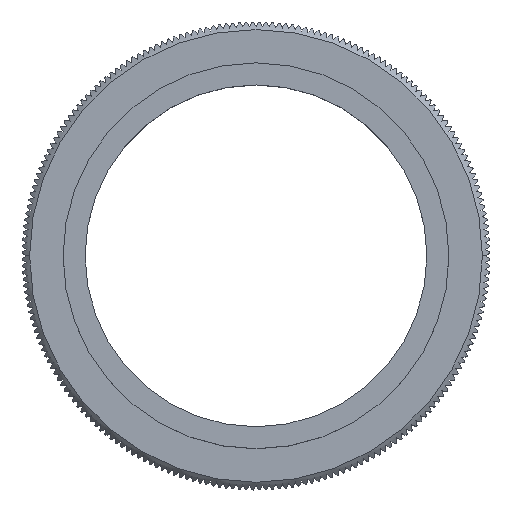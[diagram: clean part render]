
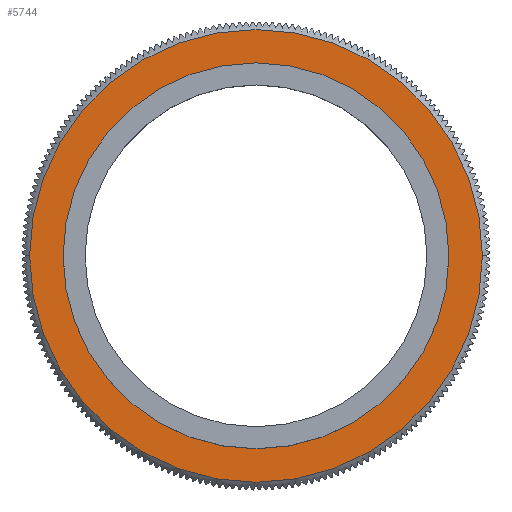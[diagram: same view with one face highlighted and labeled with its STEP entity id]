
A CAD part, top view. The second image highlights one B-rep face of the part: STEP entity #5744.
In plain terms, the highlighted planar face has unit normal (0, 0, 1).
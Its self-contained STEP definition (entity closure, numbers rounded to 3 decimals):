
#534 = FACE_OUTER_BOUND ( 'NONE', #7938, .T. ) ;
#625 = ORIENTED_EDGE ( 'NONE', *, *, #8773, .T. ) ;
#676 = CARTESIAN_POINT ( 'NONE',  ( 0., 0., 5. ) ) ;
#1198 = CIRCLE ( 'NONE', #2768, 14.9 ) ;
#1866 = VERTEX_POINT ( 'NONE', #23399 ) ;
#1934 = PLANE ( 'NONE',  #8511 ) ;
#2567 = DIRECTION ( 'NONE',  ( -1., 0., 0. ) ) ;
#2768 = AXIS2_PLACEMENT_3D ( 'NONE', #18752, #7341, #20630 ) ;
#2821 = CARTESIAN_POINT ( 'NONE',  ( 14.9, 0., 5. ) ) ;
#3858 = DIRECTION ( 'NONE',  ( 1., 0., 0. ) ) ;
#4214 = AXIS2_PLACEMENT_3D ( 'NONE', #5867, #19173, #7780 ) ;
#4930 = VERTEX_POINT ( 'NONE', #7470 ) ;
#5456 = CARTESIAN_POINT ( 'NONE',  ( -12.23, 0., 5. ) ) ;
#5744 = ADVANCED_FACE ( 'NONE', ( #534, #10598 ), #1934, .T. ) ;
#5867 = CARTESIAN_POINT ( 'NONE',  ( 0., 0., 5. ) ) ;
#6657 = ORIENTED_EDGE ( 'NONE', *, *, #17401, .T. ) ;
#7255 = CIRCLE ( 'NONE', #4214, 12.23 ) ;
#7341 = DIRECTION ( 'NONE',  ( 0., 0., 1. ) ) ;
#7470 = CARTESIAN_POINT ( 'NONE',  ( -14.9, 0., 5. ) ) ;
#7780 = DIRECTION ( 'NONE',  ( -1., 0., 0. ) ) ;
#7938 = EDGE_LOOP ( 'NONE', ( #16593, #20184 ) ) ;
#8015 = VERTEX_POINT ( 'NONE', #2821 ) ;
#8511 = AXIS2_PLACEMENT_3D ( 'NONE', #18983, #15221, #3858 ) ;
#8773 = EDGE_CURVE ( 'NONE', #1866, #10514, #7255, .T. ) ;
#10514 = VERTEX_POINT ( 'NONE', #5456 ) ;
#10598 = FACE_BOUND ( 'NONE', #21459, .T. ) ;
#10786 = CARTESIAN_POINT ( 'NONE',  ( 0., 0., 5. ) ) ;
#12697 = DIRECTION ( 'NONE',  ( 1., 0., 0. ) ) ;
#13465 = AXIS2_PLACEMENT_3D ( 'NONE', #10786, #24139, #12697 ) ;
#13976 = DIRECTION ( 'NONE',  ( 0., 0., -1. ) ) ;
#15221 = DIRECTION ( 'NONE',  ( 0., 0., 1. ) ) ;
#16593 = ORIENTED_EDGE ( 'NONE', *, *, #16716, .T. ) ;
#16602 = CIRCLE ( 'NONE', #13465, 14.9 ) ;
#16716 = EDGE_CURVE ( 'NONE', #4930, #8015, #1198, .T. ) ;
#17401 = EDGE_CURVE ( 'NONE', #10514, #1866, #18456, .T. ) ;
#18377 = AXIS2_PLACEMENT_3D ( 'NONE', #676, #13976, #2567 ) ;
#18456 = CIRCLE ( 'NONE', #18377, 12.23 ) ;
#18752 = CARTESIAN_POINT ( 'NONE',  ( 0., 0., 5. ) ) ;
#18824 = EDGE_CURVE ( 'NONE', #8015, #4930, #16602, .T. ) ;
#18983 = CARTESIAN_POINT ( 'NONE',  ( 0., 0., 5. ) ) ;
#19173 = DIRECTION ( 'NONE',  ( 0., 0., -1. ) ) ;
#20184 = ORIENTED_EDGE ( 'NONE', *, *, #18824, .T. ) ;
#20630 = DIRECTION ( 'NONE',  ( 1., 0., 0. ) ) ;
#21459 = EDGE_LOOP ( 'NONE', ( #6657, #625 ) ) ;
#23399 = CARTESIAN_POINT ( 'NONE',  ( 12.23, 0., 5. ) ) ;
#24139 = DIRECTION ( 'NONE',  ( 0., 0., 1. ) ) ;
